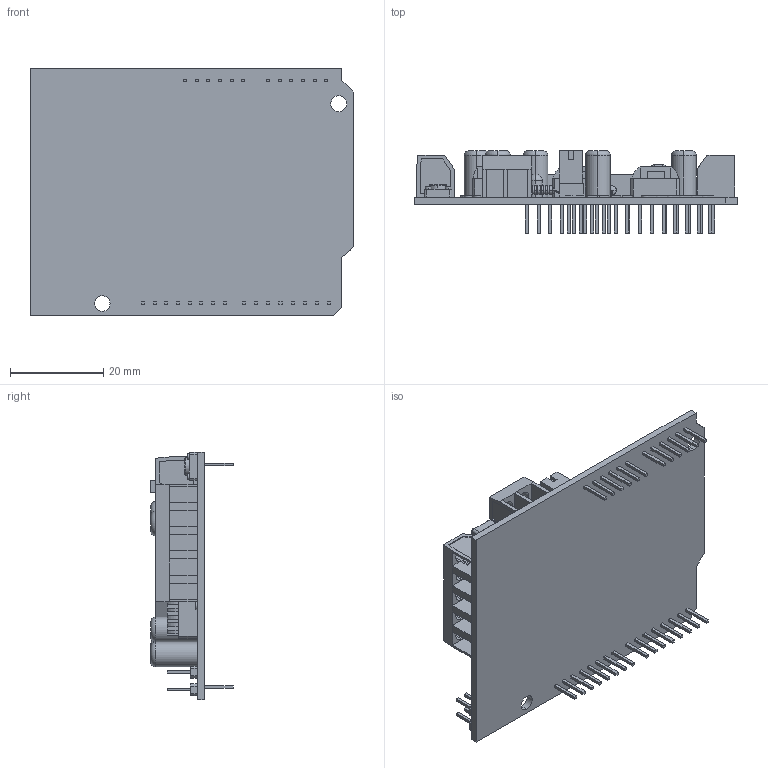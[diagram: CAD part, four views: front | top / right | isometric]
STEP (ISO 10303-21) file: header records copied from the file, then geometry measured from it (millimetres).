
FILE_DESCRIPTION (( 'STEP AP203' ), '1' );
FILE_NAME ('L293D.STEP', '2021-05-22T14:50:33', ( '' ), ( '' ), 'SwSTEP 2.0', 'SolidWorks 2018', '' );
FILE_SCHEMA (( 'CONFIG_CONTROL_DESIGN' ));
Length unit declared in the file: millimetre
Products named in the file (1): L293D
Bounding box: 69.12 x 17.7 x 53.08 mm (x, y, z)
Volume: 13715.7 mm3; surface area: 14214.9 mm2
Topology: 3 solids, 3 shells, 1451 faces, 3524 edges, 2247 vertices
Faces by surface type: plane 990, cylinder 395, sphere 26, torus 20, bspline 20
Entity records: 42884 total; most frequent: CARTESIAN_POINT 8416, DIRECTION 7119, ORIENTED_EDGE 6986, EDGE_CURVE 3493, LINE 2563, VECTOR 2563, AXIS2_PLACEMENT_3D 2278, VERTEX_POINT 2245
